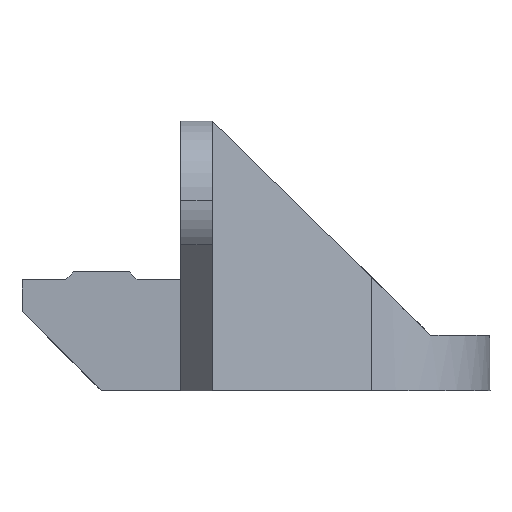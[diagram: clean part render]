
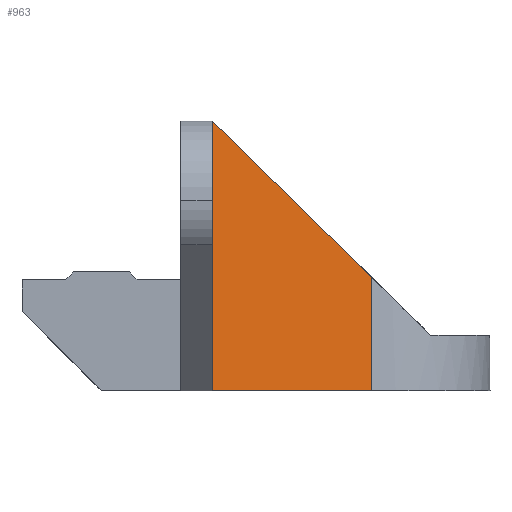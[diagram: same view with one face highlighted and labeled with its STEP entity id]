
A CAD part, front view. The second image highlights one B-rep face of the part: STEP entity #963.
In plain terms, the highlighted planar face has unit normal (0.17, -0.985, 0).
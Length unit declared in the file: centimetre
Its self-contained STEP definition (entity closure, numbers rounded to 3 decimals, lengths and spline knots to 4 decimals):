
#78=FACE_OUTER_BOUND($,#358,.T.);
#92=LINE($,#1362,#187);
#123=LINE($,#1437,#218);
#166=LINE($,#1594,#261);
#172=LINE($,#1605,#267);
#187=VECTOR($,#1081,2.0358);
#218=VECTOR($,#1144,3.4);
#261=VECTOR($,#1293,1.4325);
#267=VECTOR($,#1307,2.8311);
#358=EDGE_LOOP($,(#836,#837,#838,#839));
#406=VERTEX_POINT($,#1359);
#407=VERTEX_POINT($,#1361);
#435=VERTEX_POINT($,#1436);
#478=VERTEX_POINT($,#1592);
#496=EDGE_CURVE($,#406,#407,#92,.T.);
#533=EDGE_CURVE($,#435,#407,#123,.T.);
#598=EDGE_CURVE($,#478,#406,#166,.T.);
#604=EDGE_CURVE($,#478,#435,#172,.T.);
#836=ORIENTED_EDGE($,*,*,#604,.T.);
#837=ORIENTED_EDGE($,*,*,#533,.T.);
#838=ORIENTED_EDGE($,*,*,#496,.F.);
#839=ORIENTED_EDGE($,*,*,#598,.F.);
#911=PLANE($,#1051);
#963=ADVANCED_FACE($,(#78),#911,.T.);
#1051=AXIS2_PLACEMENT_3D($,#1604,#1305,#1306);
#1081=DIRECTION($,(-0.985,-0.17,0.));
#1144=DIRECTION($,(0.,0.,-1.));
#1293=DIRECTION($,(0.,0.,-1.));
#1305=DIRECTION('center_axis',(0.17,-0.985,0.));
#1306=DIRECTION('ref_axis',(0.985,0.17,0.));
#1307=DIRECTION($,(-0.709,-0.122,0.695));
#1359=CARTESIAN_POINT('',(-4.4447,1.5597,0.));
#1361=CARTESIAN_POINT('',(-6.4508,1.2135,0.));
#1362=CARTESIAN_POINT($,(-5.9333,1.3028,0.));
#1436=CARTESIAN_POINT('',(-6.4508,1.2135,3.4));
#1437=CARTESIAN_POINT($,(-6.4508,1.2135,0.55));
#1592=CARTESIAN_POINT('',(-4.4447,1.5597,1.4325));
#1594=CARTESIAN_POINT($,(-4.4447,1.5597,0.7));
#1604=CARTESIAN_POINT('Origin',(-6.4508,1.2135,0.7));
#1605=CARTESIAN_POINT($,(-5.6024,1.3599,2.5679));
